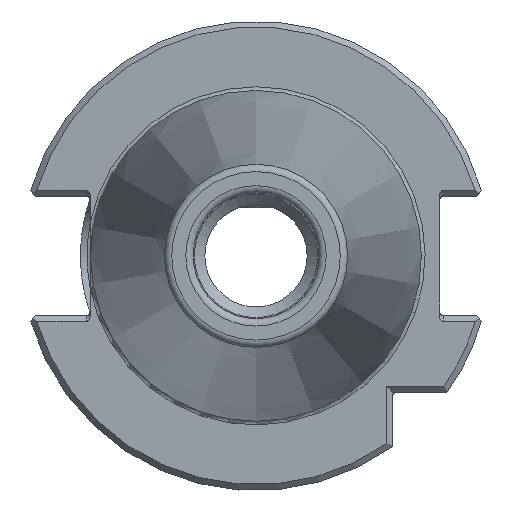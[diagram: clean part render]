
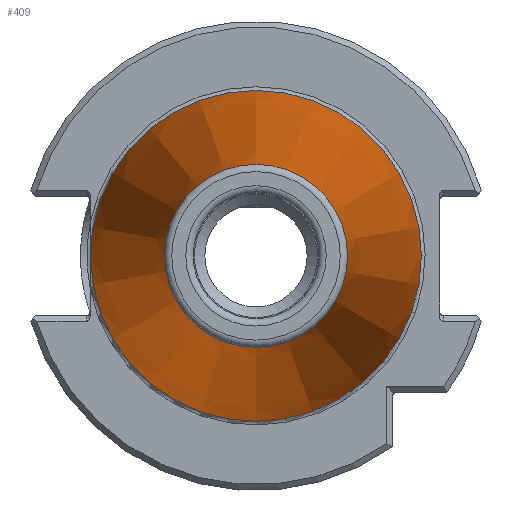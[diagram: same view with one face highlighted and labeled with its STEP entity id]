
A CAD part, left-side view. The second image highlights one B-rep face of the part: STEP entity #409.
In plain terms, the highlighted conical face has half-angle 8.297 degrees and reference radius 22.395 mm.
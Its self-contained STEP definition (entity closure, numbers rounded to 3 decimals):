
#409 = ADVANCED_FACE( '', ( #852, #853 ), #854, .T. );
#852 = FACE_BOUND( '', #1293, .T. );
#853 = FACE_OUTER_BOUND( '', #1294, .T. );
#854 = CONICAL_SURFACE( '', #1295, 22.395, 0.145 );
#1293 = EDGE_LOOP( '', ( #2373 ) );
#1294 = EDGE_LOOP( '', ( #2374 ) );
#1295 = AXIS2_PLACEMENT_3D( '', #2375, #2376, #2377 );
#2373 = ORIENTED_EDGE( '', *, *, #2823, .F. );
#2374 = ORIENTED_EDGE( '', *, *, #2821, .T. );
#2375 = CARTESIAN_POINT( '', ( 1.163, 0., 0. ) );
#2376 = DIRECTION( '', ( 1., 0., 0. ) );
#2377 = DIRECTION( '', ( 0., 0., -1. ) );
#2821 = EDGE_CURVE( '', #3443, #3443, #3444, .T. );
#2823 = EDGE_CURVE( '', #3446, #3446, #3447, .T. );
#3443 = VERTEX_POINT( '', #4625 );
#3444 = CIRCLE( '', #4626, 22.395 );
#3446 = VERTEX_POINT( '', #4628 );
#3447 = CIRCLE( '', #4629, 12.397 );
#4625 = CARTESIAN_POINT( '', ( 1.163, 0., 22.395 ) );
#4626 = AXIS2_PLACEMENT_3D( '', #5078, #5079, #5080 );
#4628 = CARTESIAN_POINT( '', ( -67.394, 0., 12.397 ) );
#4629 = AXIS2_PLACEMENT_3D( '', #5081, #5082, #5083 );
#5078 = CARTESIAN_POINT( '', ( 1.163, 0., 0. ) );
#5079 = DIRECTION( '', ( -1., 0., 0. ) );
#5080 = DIRECTION( '', ( 0., 0., 1. ) );
#5081 = CARTESIAN_POINT( '', ( -67.394, 0., 0. ) );
#5082 = DIRECTION( '', ( -1., 0., 0. ) );
#5083 = DIRECTION( '', ( 0., 0., 1. ) );
